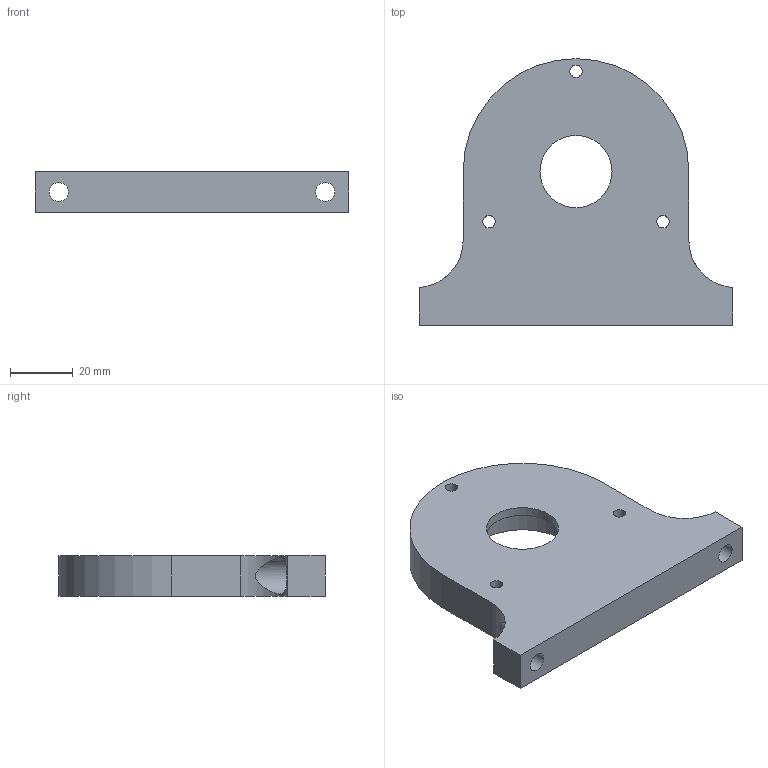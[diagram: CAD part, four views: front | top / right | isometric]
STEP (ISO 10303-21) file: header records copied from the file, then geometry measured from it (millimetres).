
FILE_DESCRIPTION(/* description */ ('STEP AP242','CAx-IF Rec.Pracs.---Representation and Presentation of Product Manufacturing Information (PMI)---4.0---2014-10-13','CAx-IF Rec.Pracs.---3D Tessellated Geometry---0.4---2014-09-14','2;1'),/* implementation_level */ '2;1');
FILE_NAME(/* name */ '65a0c786f8c48951a29cbc92',/* time_stamp */ '2024-01-12T05:00:55Z',/* author */ (''),/* organization */ (''),/* preprocessor_version */ 'ST-DEVELOPER v19.4',/* originating_system */ ' ',/* authorisation */ ' ');
FILE_SCHEMA (('AP242_MANAGED_MODEL_BASED_3D_ENGINEERING_MIM_LF { 1 0 10303 442 1 1 4 }'));
Length unit declared in the file: metre
Products named in the file (1): Top holder
Bounding box: 100 x 85 x 13 mm (x, y, z)
Volume: 65130.7 mm3; surface area: 17688 mm2
Topology: 1 solids, 1 shells, 22 faces, 52 edges, 35 vertices
Faces by surface type: cylinder 12, plane 10
Full cylindrical faces by diameter (mm): 3.95 x3, 6.1 x2, 11.5 x2, 23 x1, 35.2 x1
Entity records: 682 total; most frequent: CARTESIAN_POINT 147, DIRECTION 108, ORIENTED_EDGE 84, EDGE_LOOP 46, FACE_BOUND 46, AXIS2_PLACEMENT_3D 45, EDGE_CURVE 42, VERTEX_POINT 34
